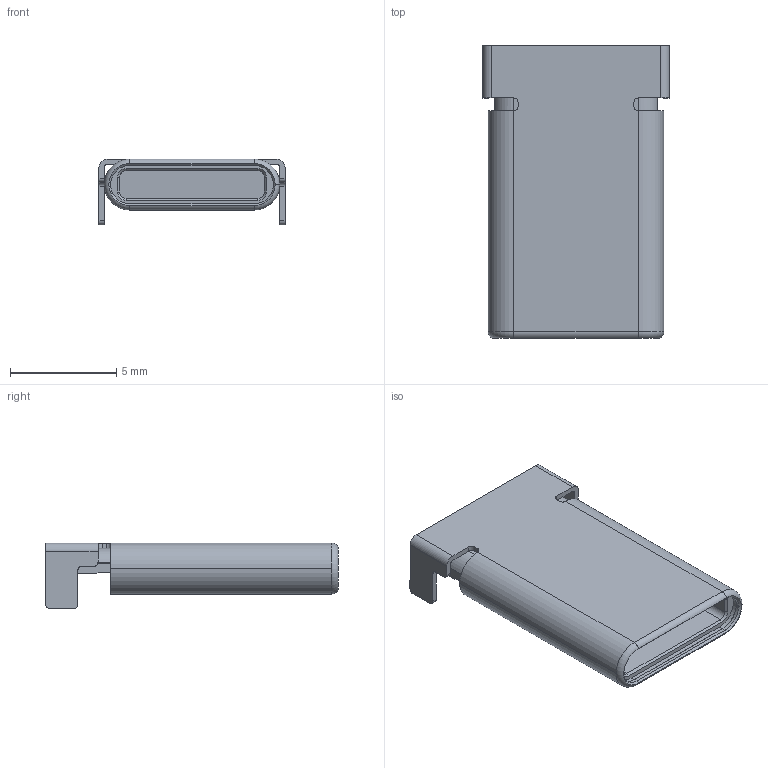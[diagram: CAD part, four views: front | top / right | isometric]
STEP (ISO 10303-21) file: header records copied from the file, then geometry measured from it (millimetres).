
FILE_DESCRIPTION (( 'STEP AP214' ), '1' );
FILE_NAME ('USB-C-SMD_U261-121N-4BS2S.STEP', '2022-02-14T12:22:23', ( 'Sky123.Org' ), ( 'Sky123.Org' ), 'SwSTEP 2.0', 'SolidWorks 2017', '' );
FILE_SCHEMA (( 'AUTOMOTIVE_DESIGN' ));
Length unit declared in the file: millimetre
Products named in the file (1): USB-C-SMD_U261-121N-4BS2S
Bounding box: 8.75 x 13.74 x 3.1 mm (x, y, z)
Volume: 181.8 mm3; surface area: 774.8 mm2
Topology: 2 solids, 2 shells, 269 faces, 700 edges, 455 vertices
Faces by surface type: plane 206, cylinder 36, bspline 14, cone 7, torus 6
Entity records: 11178 total; most frequent: CARTESIAN_POINT 2223, ORIENTED_EDGE 1400, DIRECTION 1269, EDGE_CURVE 700, LINE 587, VECTOR 587, VERTEX_POINT 455, AXIS2_PLACEMENT_3D 341
